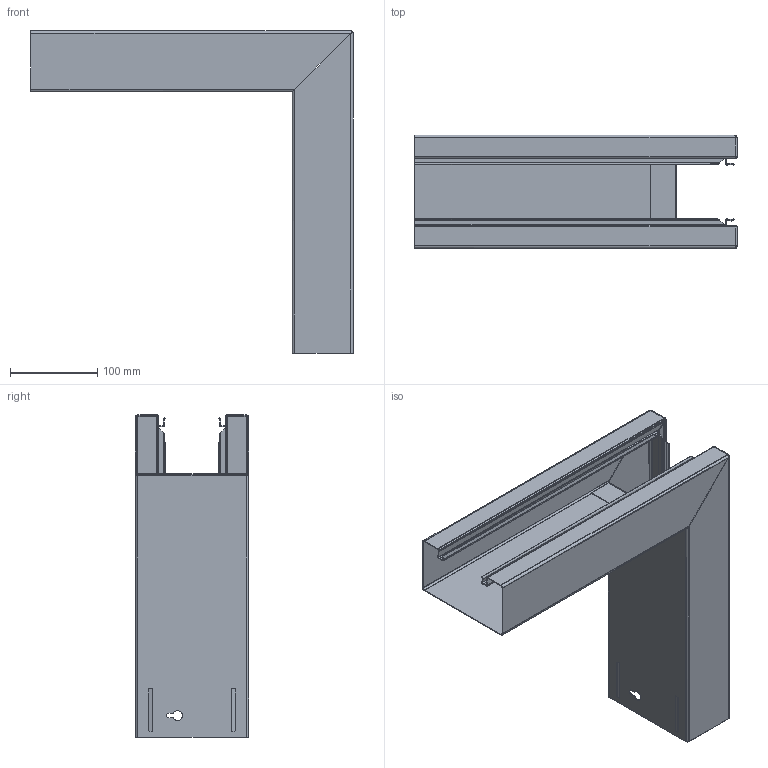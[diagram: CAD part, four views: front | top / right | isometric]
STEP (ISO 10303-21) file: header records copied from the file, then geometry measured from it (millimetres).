
FILE_DESCRIPTION (( 'STEP AP214' ), '1' );
FILE_NAME ('6277210.stp', '2016-05-26T08:27:34', ( '' ), ( '' ), 'SwSTEP 2.0', 'SolidWorks 2014', '' );
FILE_SCHEMA (( 'AUTOMOTIVE_DESIGN' ));
Length unit declared in the file: millimetre
Products named in the file (1): 6277210
Bounding box: 369.52 x 130 x 369.52 mm (x, y, z)
Volume: 247990.5 mm3; surface area: 499180.4 mm2
Topology: 1 solids, 1 shells, 280 faces, 604 edges, 328 vertices
Faces by surface type: plane 182, cylinder 74, bspline 24
Entity records: 7798 total; most frequent: CARTESIAN_POINT 2005, ORIENTED_EDGE 1208, DIRECTION 1122, EDGE_CURVE 604, LINE 392, VECTOR 392, AXIS2_PLACEMENT_3D 365, VERTEX_POINT 328
